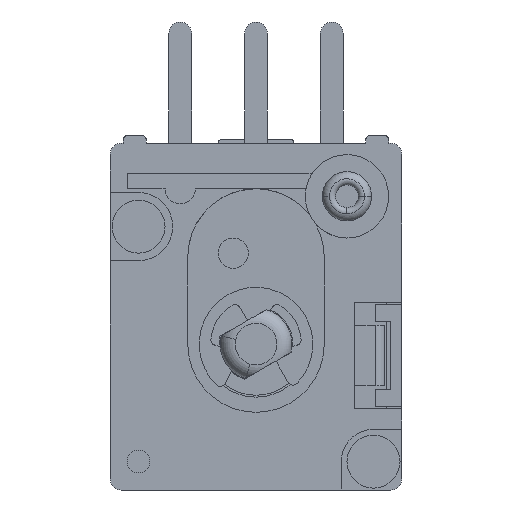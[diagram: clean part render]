
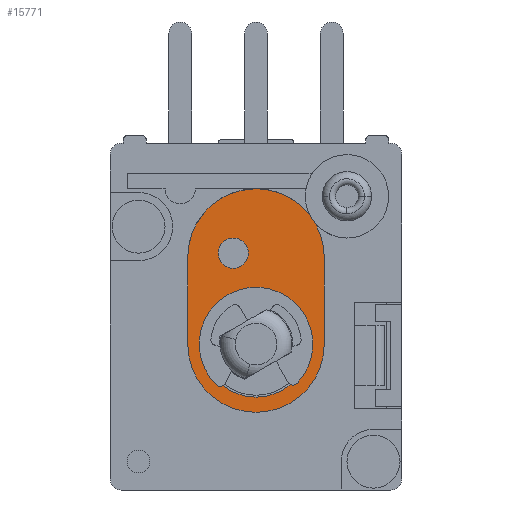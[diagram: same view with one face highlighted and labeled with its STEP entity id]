
A CAD part, front view. The second image highlights one B-rep face of the part: STEP entity #15771.
In plain terms, the highlighted planar face has unit normal (0, -1, 0).
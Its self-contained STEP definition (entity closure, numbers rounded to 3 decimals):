
#14185=CARTESIAN_POINT('',(0.,-0.8,0.));
#14186=DIRECTION('',(0.,-1.,0.));
#14187=DIRECTION('',(1.,0.,0.));
#14188=AXIS2_PLACEMENT_3D('',#14185,#14186,#14187);
#14194=CARTESIAN_POINT('',(0.,-0.8,2.3));
#14195=DIRECTION('',(0.,-1.,0.));
#14196=DIRECTION('',(1.,0.,0.));
#14197=AXIS2_PLACEMENT_3D('',#14194,#14195,#14196);
#14199=DIRECTION('',(0.,0.,1.));
#14200=VECTOR('',#14199,2.3);
#14201=CARTESIAN_POINT('',(1.8,-0.8,0.));
#14202=LINE('',#14201,#14200);
#14203=CARTESIAN_POINT('',(0.,-0.8,0.));
#14204=DIRECTION('',(0.,-1.,0.));
#14205=DIRECTION('',(-1.,0.,0.));
#14206=AXIS2_PLACEMENT_3D('',#14203,#14204,#14205);
#14208=DIRECTION('',(0.,0.,-1.));
#14209=VECTOR('',#14208,2.3);
#14210=CARTESIAN_POINT('',(-1.8,-0.8,2.3));
#14211=LINE('',#14210,#14209);
#14212=CARTESIAN_POINT('',(0.,-0.8,2.3));
#14213=DIRECTION('',(0.,-1.,0.));
#14214=DIRECTION('',(0.784,0.,0.62));
#14215=AXIS2_PLACEMENT_3D('',#14212,#14213,#14214);
#14217=CARTESIAN_POINT('',(-0.6,-0.8,2.4));
#14218=DIRECTION('',(0.,-1.,0.));
#14219=DIRECTION('',(0.,0.,1.));
#14220=AXIS2_PLACEMENT_3D('',#14217,#14218,#14219);
#14222=CARTESIAN_POINT('',(-0.6,-0.8,2.4));
#14223=DIRECTION('',(0.,-1.,0.));
#14224=DIRECTION('',(0.,0.,-1.));
#14225=AXIS2_PLACEMENT_3D('',#14222,#14223,#14224);
#14227=CARTESIAN_POINT('',(0.,-0.8,0.));
#14228=DIRECTION('',(0.,-1.,0.));
#14229=DIRECTION('',(-1.,0.,0.));
#14230=AXIS2_PLACEMENT_3D('',#14227,#14228,#14229);
#14245=CARTESIAN_POINT('',(2.4,-0.8,3.9));
#14246=DIRECTION('',(0.,-1.,0.));
#14247=DIRECTION('',(-0.898,0.,-0.44));
#14248=AXIS2_PLACEMENT_3D('',#14245,#14246,#14247);
#15440=CARTESIAN_POINT('',(1.8,-0.8,0.));
#15441=CARTESIAN_POINT('',(1.8,-0.8,2.3));
#15442=VERTEX_POINT('',#15440);
#15443=VERTEX_POINT('',#15441);
#15444=CARTESIAN_POINT('',(-1.8,-0.8,2.3));
#15445=CARTESIAN_POINT('',(-1.8,-0.8,0.));
#15446=VERTEX_POINT('',#15444);
#15447=VERTEX_POINT('',#15445);
#15462=CARTESIAN_POINT('',(1.4,-0.8,0.));
#15463=CARTESIAN_POINT('',(-1.4,-0.8,0.));
#15464=VERTEX_POINT('',#15462);
#15465=VERTEX_POINT('',#15463);
#15466=CARTESIAN_POINT('',(1.412,-0.8,3.416));
#15467=CARTESIAN_POINT('',(1.574,-0.8,3.174));
#15468=VERTEX_POINT('',#15466);
#15469=VERTEX_POINT('',#15467);
#15474=CARTESIAN_POINT('',(-0.6,-0.8,2.8));
#15475=CARTESIAN_POINT('',(-0.6,-0.8,2.));
#15476=VERTEX_POINT('',#15474);
#15477=VERTEX_POINT('',#15475);
#15741=CARTESIAN_POINT('',(0.,-0.8,0.));
#15742=DIRECTION('',(0.,-1.,0.));
#15743=DIRECTION('',(0.,0.,1.));
#15744=AXIS2_PLACEMENT_3D('',#15741,#15742,#15743);
#15745=PLANE('',#15744);
#15747=ORIENTED_EDGE('',*,*,#15746,.T.);
#15749=ORIENTED_EDGE('',*,*,#15748,.F.);
#15751=ORIENTED_EDGE('',*,*,#15750,.F.);
#15753=ORIENTED_EDGE('',*,*,#15752,.F.);
#15755=ORIENTED_EDGE('',*,*,#15754,.F.);
#15757=ORIENTED_EDGE('',*,*,#15756,.F.);
#15758=EDGE_LOOP('',(#15747,#15749,#15751,#15753,#15755,#15757));
#15759=FACE_OUTER_BOUND('',#15758,.F.);
#15760=ORIENTED_EDGE('',*,*,#15731,.T.);
#15762=ORIENTED_EDGE('',*,*,#15761,.T.);
#15763=EDGE_LOOP('',(#15760,#15762));
#15764=FACE_BOUND('',#15763,.F.);
#15766=ORIENTED_EDGE('',*,*,#15765,.T.);
#15768=ORIENTED_EDGE('',*,*,#15767,.T.);
#15769=EDGE_LOOP('',(#15766,#15768));
#15770=FACE_BOUND('',#15769,.F.);
#15771=ADVANCED_FACE('',(#15759,#15764,#15770),#15745,.T.);
#14189=CIRCLE('',#14188,1.4);
#14198=CIRCLE('',#14197,1.8);
#14207=CIRCLE('',#14206,1.8);
#14216=CIRCLE('',#14215,1.8);
#14221=CIRCLE('',#14220,0.4);
#14226=CIRCLE('',#14225,0.4);
#14231=CIRCLE('',#14230,1.4);
#14249=CIRCLE('',#14248,1.1);
#15731=EDGE_CURVE('',#15464,#15465,#14189,.T.);
#15746=EDGE_CURVE('',#15468,#15469,#14249,.T.);
#15748=EDGE_CURVE('',#15443,#15469,#14198,.T.);
#15750=EDGE_CURVE('',#15442,#15443,#14202,.T.);
#15752=EDGE_CURVE('',#15447,#15442,#14207,.T.);
#15754=EDGE_CURVE('',#15446,#15447,#14211,.T.);
#15756=EDGE_CURVE('',#15468,#15446,#14216,.T.);
#15761=EDGE_CURVE('',#15465,#15464,#14231,.T.);
#15765=EDGE_CURVE('',#15476,#15477,#14221,.T.);
#15767=EDGE_CURVE('',#15477,#15476,#14226,.T.);
